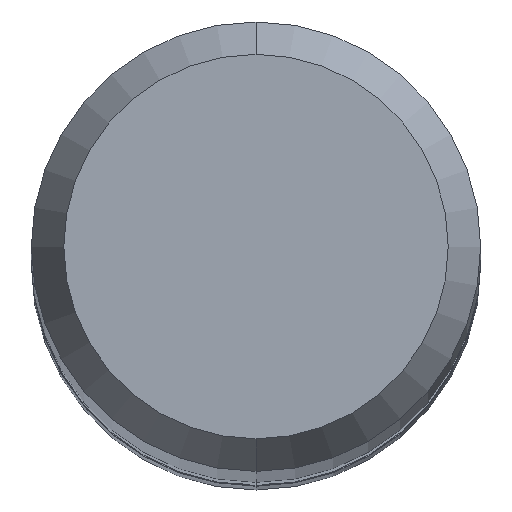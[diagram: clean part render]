
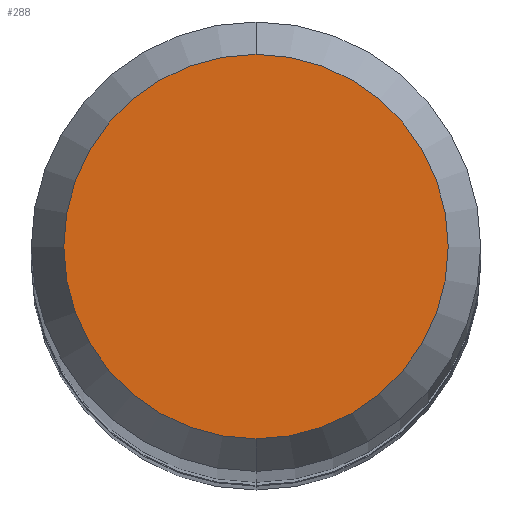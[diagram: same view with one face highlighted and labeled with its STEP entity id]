
A CAD part, top view. The second image highlights one B-rep face of the part: STEP entity #288.
In plain terms, the highlighted planar face has unit normal (0, 0, 1).
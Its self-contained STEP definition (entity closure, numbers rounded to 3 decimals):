
#190=EDGE_CURVE('',#360,#398,#519,.T.);
#288=ADVANCED_FACE('',(#628),#629,.T.);
#360=VERTEX_POINT('',#704);
#398=VERTEX_POINT('',#744);
#476=EDGE_CURVE('',#398,#360,#833,.T.);
#519=CIRCLE('',#877,1.358);
#628=FACE_OUTER_BOUND('',#1128,.T.);
#629=PLANE('',#1129);
#704=CARTESIAN_POINT('',(0.,-1.358,0.0));
#744=CARTESIAN_POINT('',(0.0,1.358,0.0));
#833=CIRCLE('',#1503,1.358);
#877=AXIS2_PLACEMENT_3D('',#1537,#1538,#1539);
#1128=EDGE_LOOP('',(#1658,#1659));
#1129=AXIS2_PLACEMENT_3D('',#1660,#1661,#1662);
#1503=AXIS2_PLACEMENT_3D('',#1861,#1862,#1863);
#1537=CARTESIAN_POINT('',(0.0,0.0,0.0));
#1538=DIRECTION('',(0.0,0.0,-1.0));
#1539=DIRECTION('',(0.0,1.0,0.0));
#1658=ORIENTED_EDGE('',*,*,#476,.F.);
#1659=ORIENTED_EDGE('',*,*,#190,.F.);
#1660=CARTESIAN_POINT('',(0.0,0.679,0.0));
#1661=DIRECTION('',(-0.0,0.0,1.0));
#1662=DIRECTION('',(0.0,-1.0,0.0));
#1861=CARTESIAN_POINT('',(0.0,0.0,0.0));
#1862=DIRECTION('',(0.0,0.0,-1.0));
#1863=DIRECTION('',(0.0,1.0,0.0));
